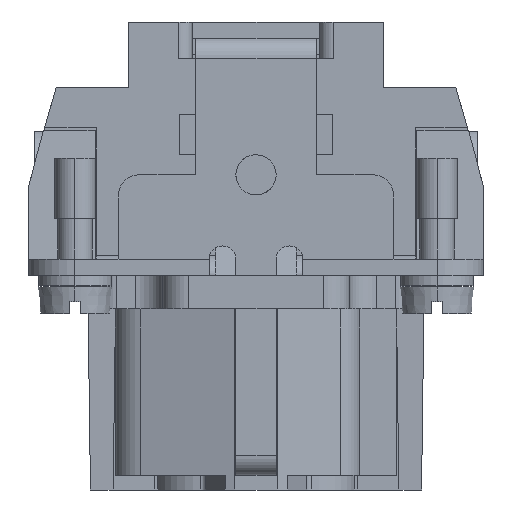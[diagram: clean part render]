
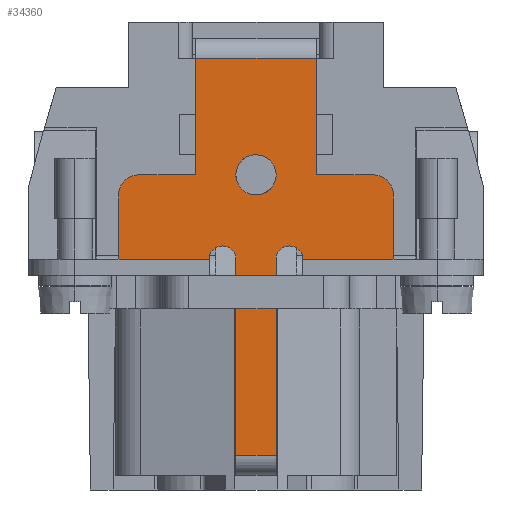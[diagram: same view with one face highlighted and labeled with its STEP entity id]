
A CAD part, left-side view. The second image highlights one B-rep face of the part: STEP entity #34360.
In plain terms, the highlighted planar face has unit normal (-1, 0, 0).
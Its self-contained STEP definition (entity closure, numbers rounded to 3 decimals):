
#16430=CARTESIAN_POINT('',(7.846,44.084,
2.4));
#16440=VERTEX_POINT('',#16430);
#16520=CARTESIAN_POINT('',(7.846,39.834,
2.4));
#16530=VERTEX_POINT('',#16520);
#16560=CARTESIAN_POINT('',(7.846,92.583,
2.4));
#16570=DIRECTION('',(0.,-1.,0.));
#16580=VECTOR('',#16570,1.);
#16590=LINE('',#16560,#16580);
#16600=EDGE_CURVE('',#16440,#16530,#16590,.T.);
#18780=CARTESIAN_POINT('',(7.846,44.084,
3.9));
#18790=VERTEX_POINT('',#18780);
#22730=CARTESIAN_POINT('',(7.846,44.084,
-20.6));
#22740=DIRECTION('',(0.,0.,1.));
#22750=VECTOR('',#22740,1.);
#22760=LINE('',#22730,#22750);
#22770=EDGE_CURVE('',#16440,#18790,#22760,.T.);
#32190=CARTESIAN_POINT('',(7.846,53.084,
6.9));
#32200=VERTEX_POINT('',#32190);
#32460=CARTESIAN_POINT('',(7.846,53.084,
11.1));
#32470=VERTEX_POINT('',#32460);
#32500=CARTESIAN_POINT('',(7.846,53.084,-20.6))
;
#32510=DIRECTION('',(0.,0.,-1.));
#32520=VECTOR('',#32510,1.);
#32530=LINE('',#32500,#32520);
#32540=EDGE_CURVE('',#32470,#32200,#32530,.T.);
#32710=CARTESIAN_POINT('',(7.846,92.583,
11.1));
#32720=DIRECTION('',(0.,-1.,0.));
#32730=VECTOR('',#32720,1.);
#32740=LINE('',#32710,#32730);
#32750=CARTESIAN_POINT('',(7.846,44.084,
11.1));
#32760=VERTEX_POINT('',#32750);
#32770=EDGE_CURVE('',#32470,#32760,#32740,.T.);
#32980=CARTESIAN_POINT('',(7.846,49.577,
7.687));
#32990=DIRECTION('',(-1.,0.,0.));
#33000=DIRECTION('',(0.,-1.,0.));
#33010=AXIS2_PLACEMENT_3D('',#32980,#32990,#33000);
#33020=PLANE('',#33010);
#33030=CARTESIAN_POINT('',(7.846,53.084,
3.9));
#33040=VERTEX_POINT('',#33030);
#33050=CARTESIAN_POINT('',(7.846,53.084,
2.4));
#33060=VERTEX_POINT('',#33050);
#33070=EDGE_CURVE('',#33040,#33060,#32530,.T.);
#33080=ORIENTED_EDGE('',*,*,#33070,.T.);
#33090=EDGE_CURVE('',#32200,#33040,#32530,.T.);
#33100=ORIENTED_EDGE('',*,*,#33090,.T.);
#33110=ORIENTED_EDGE('',*,*,#32540,.T.);
#33120=ORIENTED_EDGE('',*,*,#32770,.F.);
#33130=CARTESIAN_POINT('',(7.846,44.084,
6.9));
#33140=VERTEX_POINT('',#33130);
#33150=EDGE_CURVE('',#33140,#32760,#22760,.T.);
#33160=ORIENTED_EDGE('',*,*,#33150,.T.);
#33170=EDGE_CURVE('',#18790,#33140,#22760,.T.);
#33180=ORIENTED_EDGE('',*,*,#33170,.T.);
#33190=ORIENTED_EDGE('',*,*,#22770,.T.);
#33200=ORIENTED_EDGE('',*,*,#16600,.F.);
#33210=CARTESIAN_POINT('',(7.846,39.834,
0.9));
#33220=DIRECTION('',(1.,0.,0.));
#33230=DIRECTION('',(0.,1.,0.));
#33240=AXIS2_PLACEMENT_3D('',#33210,#33220,#33230);
#33250=CIRCLE('',#33240,1.5);
#33260=CARTESIAN_POINT('',(7.846,38.334,
0.9));
#33270=VERTEX_POINT('',#33260);
#33280=EDGE_CURVE('',#16530,#33270,#33250,.T.);
#33290=ORIENTED_EDGE('',*,*,#33280,.F.);
#33300=CARTESIAN_POINT('',(7.846,38.334,
-20.6));
#33310=DIRECTION('',(0.,0.,-1.));
#33320=VECTOR('',#33310,1.);
#33330=LINE('',#33300,#33320);
#33340=CARTESIAN_POINT('',(7.846,38.334,
-3.9));
#33350=VERTEX_POINT('',#33340);
#33360=EDGE_CURVE('',#33270,#33350,#33330,.T.);
#33370=ORIENTED_EDGE('',*,*,#33360,.F.);
#33380=CARTESIAN_POINT('',(7.846,92.583,
-3.9));
#33390=DIRECTION('',(0.,1.,0.));
#33400=VECTOR('',#33390,1.);
#33410=LINE('',#33380,#33400);
#33420=CARTESIAN_POINT('',(7.846,45.084,
-3.9));
#33430=VERTEX_POINT('',#33420);
#33440=EDGE_CURVE('',#33350,#33430,#33410,.T.);
#33450=ORIENTED_EDGE('',*,*,#33440,.F.);
#33460=CARTESIAN_POINT('',(7.846,46.084,
-3.9));
#33470=DIRECTION('',(-1.,0.,0.));
#33480=DIRECTION('',(0.,-1.,0.));
#33490=AXIS2_PLACEMENT_3D('',#33460,#33470,#33480);
#33500=CIRCLE('',#33490,1.);
#33510=CARTESIAN_POINT('',(7.846,47.084,
-3.9));
#33520=VERTEX_POINT('',#33510);
#33530=EDGE_CURVE('',#33430,#33520,#33500,.T.);
#33540=ORIENTED_EDGE('',*,*,#33530,.F.);
#33550=CARTESIAN_POINT('',(7.846,47.084,
-20.6));
#33560=DIRECTION('',(0.,0.,-1.));
#33570=VECTOR('',#33560,1.);
#33580=LINE('',#33550,#33570);
#33590=CARTESIAN_POINT('',(7.846,47.084,
-18.5));
#33600=VERTEX_POINT('',#33590);
#33610=EDGE_CURVE('',#33520,#33600,#33580,.T.);
#33620=ORIENTED_EDGE('',*,*,#33610,.F.);
#33630=CARTESIAN_POINT('',(7.846,92.583,
-18.5));
#33640=DIRECTION('',(0.,-1.,0.));
#33650=VECTOR('',#33640,1.);
#33660=LINE('',#33630,#33650);
#33670=CARTESIAN_POINT('',(7.846,50.084,
-18.5));
#33680=VERTEX_POINT('',#33670);
#33690=EDGE_CURVE('',#33680,#33600,#33660,.T.);
#33700=ORIENTED_EDGE('',*,*,#33690,.T.);
#33710=CARTESIAN_POINT('',(7.846,50.084,
-20.6));
#33720=DIRECTION('',(0.,0.,1.));
#33730=VECTOR('',#33720,1.);
#33740=LINE('',#33710,#33730);
#33750=CARTESIAN_POINT('',(7.846,50.084,
-3.9));
#33760=VERTEX_POINT('',#33750);
#33770=EDGE_CURVE('',#33680,#33760,#33740,.T.);
#33780=ORIENTED_EDGE('',*,*,#33770,.F.);
#33790=CARTESIAN_POINT('',(7.846,51.084,
-3.9));
#33800=DIRECTION('',(-1.,0.,0.));
#33810=DIRECTION('',(0.,-1.,0.));
#33820=AXIS2_PLACEMENT_3D('',#33790,#33800,#33810);
#33830=CIRCLE('',#33820,1.);
#33840=CARTESIAN_POINT('',(7.846,52.084,
-3.9));
#33850=VERTEX_POINT('',#33840);
#33860=EDGE_CURVE('',#33760,#33850,#33830,.T.);
#33870=ORIENTED_EDGE('',*,*,#33860,.F.);
#33880=CARTESIAN_POINT('',(7.846,58.834,
-3.9));
#33890=VERTEX_POINT('',#33880);
#33900=EDGE_CURVE('',#33850,#33890,#33410,.T.);
#33910=ORIENTED_EDGE('',*,*,#33900,.F.);
#33920=CARTESIAN_POINT('',(7.846,58.834,
-20.6));
#33930=DIRECTION('',(0.,0.,1.));
#33940=VECTOR('',#33930,1.);
#33950=LINE('',#33920,#33940);
#33960=CARTESIAN_POINT('',(7.846,58.834,
0.9));
#33970=VERTEX_POINT('',#33960);
#33980=EDGE_CURVE('',#33890,#33970,#33950,.T.);
#33990=ORIENTED_EDGE('',*,*,#33980,.F.);
#34000=CARTESIAN_POINT('',(7.846,57.334,
0.9));
#34010=DIRECTION('',(1.,0.,0.));
#34020=DIRECTION('',(0.,1.,0.));
#34030=AXIS2_PLACEMENT_3D('',#34000,#34010,#34020);
#34040=CIRCLE('',#34030,1.5);
#34050=CARTESIAN_POINT('',(7.846,57.334,2.4));
#34060=VERTEX_POINT('',#34050);
#34070=EDGE_CURVE('',#33970,#34060,#34040,.T.);
#34080=ORIENTED_EDGE('',*,*,#34070,.F.);
#34090=CARTESIAN_POINT('',(7.846,92.583,
2.4));
#34100=DIRECTION('',(0.,-1.,0.));
#34110=VECTOR('',#34100,1.);
#34120=LINE('',#34090,#34110);
#34130=EDGE_CURVE('',#34060,#33060,#34120,.T.);
#34140=ORIENTED_EDGE('',*,*,#34130,.F.);
#34150=EDGE_LOOP('',(#34140,#34080,#33990,#33910,#33870,#33780,#33700,
#33620,#33540,#33450,#33370,#33290,#33200,#33190,#33180,#33160,#33120,
#33110,#33100,#33080));
#34160=FACE_OUTER_BOUND('',#34150,.T.);
#34170=CARTESIAN_POINT('',(7.846,48.584,
2.4));
#34180=DIRECTION('',(-1.,0.,0.));
#34190=DIRECTION('',(0.,-1.,0.));
#34200=AXIS2_PLACEMENT_3D('',#34170,#34180,#34190);
#34210=CIRCLE('',#34200,1.5);
#34220=CARTESIAN_POINT('',(7.846,49.958,
3.));
#34230=VERTEX_POINT('',#34220);
#34240=CARTESIAN_POINT('',(7.846,50.084,
2.4));
#34250=VERTEX_POINT('',#34240);
#34260=EDGE_CURVE('',#34230,#34250,#34210,.T.);
#34270=ORIENTED_EDGE('',*,*,#34260,.F.);
#34280=CARTESIAN_POINT('',(7.846,47.084,
2.4));
#34290=VERTEX_POINT('',#34280);
#34300=EDGE_CURVE('',#34250,#34290,#34210,.T.);
#34310=ORIENTED_EDGE('',*,*,#34300,.F.);
#34320=EDGE_CURVE('',#34290,#34230,#34210,.T.);
#34330=ORIENTED_EDGE('',*,*,#34320,.F.);
#34340=EDGE_LOOP('',(#34330,#34310,#34270));
#34350=FACE_BOUND('',#34340,.T.);
#34360=ADVANCED_FACE('F683',(#34160,#34350),#33020,.T.);
